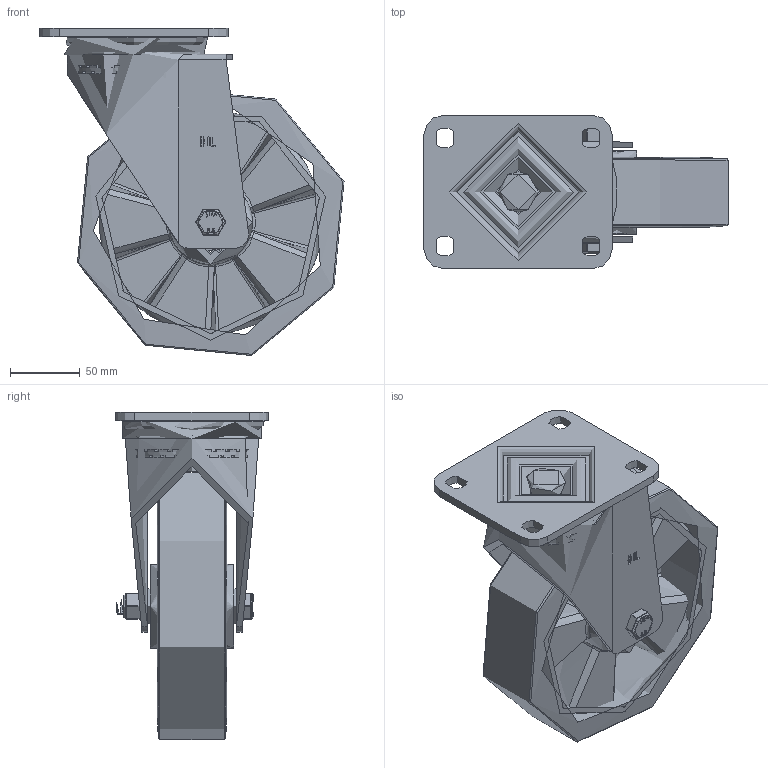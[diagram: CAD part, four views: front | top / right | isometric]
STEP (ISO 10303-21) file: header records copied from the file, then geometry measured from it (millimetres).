
FILE_DESCRIPTION(/* description */ (''),/* implementation_level */ '2;1');
FILE_NAME(/* name */ 'BZP200PABJ.step',/* time_stamp */ '2024-08-08T17:03:14+01:00',/* author */ (''),/* organization */ (''),/* preprocessor_version */ 'ST-DEVELOPER v20',/* originating_system */ 'Autodesk Translation Framework v13.14.0.145',/* authorisation */ '');
FILE_SCHEMA (('AUTOMOTIVE_DESIGN { 1 0 10303 214 3 1 1 }'));
Products named in the file (30): BZP200PABJ; BZP200AS - 64 v1; ZINC PLATED, PRESSED STEEL TOP PLATE; ZINC PLATED, PRESSED STEEL TOP PLATE Geometry; NUT; BEARING SEAL; ZINC PLATED, PRESSED STEEL FORKS; BZH200WPABJM20 v1; POLYURETHANE TYRE; ALUMINIUM RIM; BEARING6204; BALL BEARINGS; BEARING6204 (1); BALL BEARINGS (1); Component3; INNER; OUTER; MIDDLE; RUBBER; BEARING SPACER; TH20X2X12 v1; ZINC PLATED HEADED SPACER; TH20X2X12 v1 (1); ZINC PLATED HEADED SPACER (1); HEXBOLTM12X90Z8.8 v2; GRADE 8.8 ZINC PLATED BOLT; NYLOCM12Z14MM v1; NYLOC NUT; NUT (1); RUBBER (1)
Assembly tree (48 placements, depth 5):
  BZP200PABJ
    BZP200AS - 64 v1
      ZINC PLATED, PRESSED STEEL TOP PLATE
        ZINC PLATED, PRESSED STEEL TOP PLATE Geometry
        NUT
      BEARING SEAL
      ZINC PLATED, PRESSED STEEL FORKS
    BZH200WPABJM20 v1
      POLYURETHANE TYRE
      ALUMINIUM RIM
      BEARING6204
        INNER
        OUTER
        BALL BEARINGS
          Component3  x8
        MIDDLE
        RUBBER
      BEARING6204 (1)
        BALL BEARINGS (1)
          Component3  x8
        INNER
        OUTER
        MIDDLE
        RUBBER
      BEARING SPACER
    TH20X2X12 v1
      ZINC PLATED HEADED SPACER
    TH20X2X12 v1 (1)
      ZINC PLATED HEADED SPACER (1)
    HEXBOLTM12X90Z8.8 v2
      GRADE 8.8 ZINC PLATED BOLT
    NYLOCM12Z14MM v1
      NYLOC NUT
        NUT (1)
        RUBBER (1)
Bounding box: 218.13 x 110 x 234.63 mm (x, y, z)
Volume: 1120908.9 mm3; surface area: 392642.6 mm2
Topology: 38 solids, 38 shells, 1507 faces, 3826 edges, 2471 vertices
Faces by surface type: plane 625, bspline 473, cylinder 233, sphere 106, torus 61, cone 9
Full cylindrical faces by diameter (mm): 9.836 x16, 11.834 x16, 12 x3, 12.2 x4, 14 x2, 17.75 x1, 18.5 x1, 19 x2, 19.8 x2, 20 x2, 21 x1, 25 x3, 27 x2, 28.5 x8, 29 x2, 30 x1, 30.8 x4, 31.3 x4, 36 x1, 40.3 x4, 40.5 x4, 40.8 x4, 42 x10, 44 x1, 47 x4, 50 x1, 60 x2, 83 x1, 88 x1, 96 x1
Entity records: 82880 total; most frequent: CARTESIAN_POINT 56217, ORIENTED_EDGE 5706, DIRECTION 4784, EDGE_CURVE 2853, VERTEX_POINT 1833, AXIS2_PLACEMENT_3D 1817, EDGE_LOOP 1296, LINE 1150
